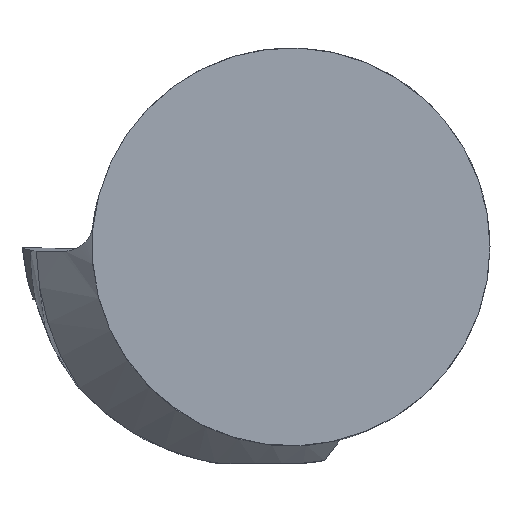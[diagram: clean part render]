
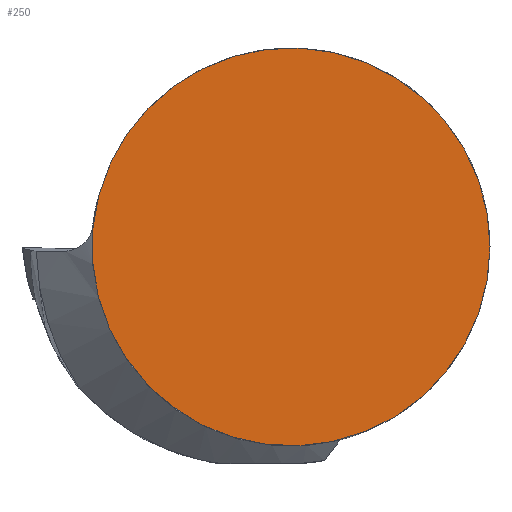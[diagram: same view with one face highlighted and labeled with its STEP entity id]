
A CAD part, top view. The second image highlights one B-rep face of the part: STEP entity #250.
In plain terms, the highlighted planar face has unit normal (0, 0, 1).
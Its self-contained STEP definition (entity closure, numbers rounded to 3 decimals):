
#145=PLANE('',#784);
#250=ADVANCED_FACE('',(#289),#145,.T.);
#289=FACE_OUTER_BOUND('',#327,.T.);
#327=EDGE_LOOP('',(#484));
#350=CIRCLE('',#755,12.5);
#484=ORIENTED_EDGE('',*,*,#622,.T.);
#561=VERTEX_POINT('',#1164);
#622=EDGE_CURVE('',#561,#561,#350,.T.);
#755=AXIS2_PLACEMENT_3D('',#1163,#856,#857);
#784=AXIS2_PLACEMENT_3D('',#1244,#923,#924);
#856=DIRECTION('',(0.,0.,1.));
#857=DIRECTION('',(1.,0.,0.));
#923=DIRECTION('',(0.,0.,1.));
#924=DIRECTION('',(1.,0.,0.));
#1163=CARTESIAN_POINT('',(0.,0.,0.));
#1164=CARTESIAN_POINT('',(12.5,0.,0.));
#1244=CARTESIAN_POINT('',(0.,0.,0.));
